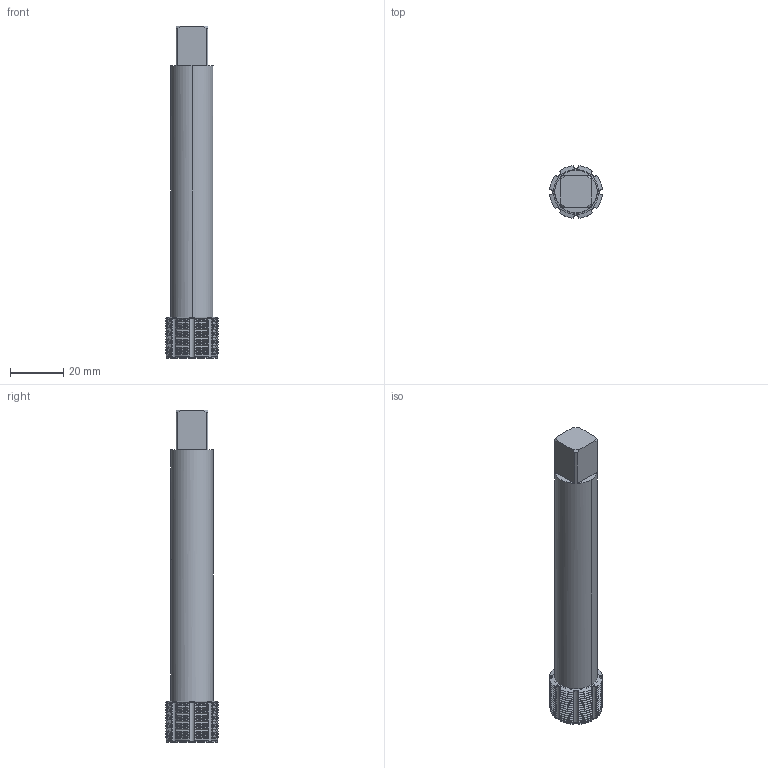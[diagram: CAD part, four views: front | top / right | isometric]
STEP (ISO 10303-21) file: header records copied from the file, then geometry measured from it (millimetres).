
FILE_DESCRIPTION(('no description'),'unknown implementation level');
FILE_NAME('solid73gS5h3x2olObIhrwUesh21Vrw4_1.STP',' ',('CIM GmbH Aachen'),('CADClick - KiM GmbH - www.kimweb.de'),'unknown preprocess','ACIS','unknown authorization');
FILE_SCHEMA(('automotive_design'));
Length unit declared in the file: millimetre
Products named in the file (2): 1; 2
Bounding box: 19.87 x 19.87 x 125 mm (x, y, z)
Volume: 25506.5 mm3; surface area: 9281 mm2
Topology: 2 solids, 2 shells, 801 faces, 2383 edges, 1586 vertices
Faces by surface type: cone 290, cylinder 254, plane 241, torus 16
Entity records: 56644 total; most frequent: CARTESIAN_POINT 9411, STYLED_ITEM 4772, PRESENTATION_STYLE_ASSIGNMENT 4772, COLOUR_RGB 4772, ORIENTED_EDGE 4766, DIRECTION 4007, EDGE_CURVE 2383, CURVE_STYLE 2383
